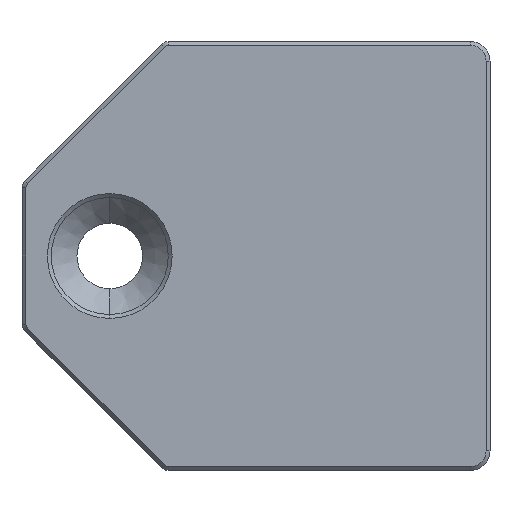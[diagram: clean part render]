
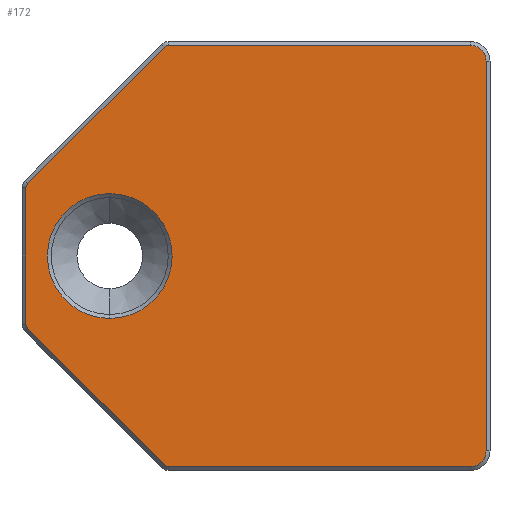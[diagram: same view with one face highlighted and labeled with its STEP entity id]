
A CAD part, front view. The second image highlights one B-rep face of the part: STEP entity #172.
In plain terms, the highlighted planar face has unit normal (0, -1, 0).
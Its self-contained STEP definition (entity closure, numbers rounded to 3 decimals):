
#9 = DIRECTION ( 'NONE',  ( 0., 0., 1. ) ) ;
#10 = CARTESIAN_POINT ( 'NONE',  ( -7., -13., 1. ) ) ;
#14 = CARTESIAN_POINT ( 'NONE',  ( -25.5, -13., 7.8 ) ) ;
#19 = ORIENTED_EDGE ( 'NONE', *, *, #112, .T. ) ;
#23 = VERTEX_POINT ( 'NONE', #46 ) ;
#32 = ORIENTED_EDGE ( 'NONE', *, *, #1031, .T. ) ;
#34 = DIRECTION ( 'NONE',  ( 0., -1., 0. ) ) ;
#46 = CARTESIAN_POINT ( 'NONE',  ( -22.702, -13., 0.288 ) ) ;
#71 = CARTESIAN_POINT ( 'NONE',  ( -7., -13., 0.2 ) ) ;
#87 = DIRECTION ( 'NONE',  ( 0., 0., 1. ) ) ;
#108 = DIRECTION ( 'NONE',  ( 0., -1., 0. ) ) ;
#112 = EDGE_CURVE ( 'NONE', #569, #23, #1143, .T. ) ;
#119 = VERTEX_POINT ( 'NONE', #159 ) ;
#126 = CARTESIAN_POINT ( 'NONE',  ( -29.712, -13., 14.702 ) ) ;
#146 = ORIENTED_EDGE ( 'NONE', *, *, #233, .T. ) ;
#147 = CARTESIAN_POINT ( 'NONE',  ( -25.5, -13., 14.2 ) ) ;
#159 = CARTESIAN_POINT ( 'NONE',  ( -22.702, -13., 21.712 ) ) ;
#166 = DIRECTION ( 'NONE',  ( 0., -1., 0. ) ) ;
#172 = ADVANCED_FACE ( 'NONE', ( #702, #522 ), #512, .F. ) ;
#184 = VERTEX_POINT ( 'NONE', #504 ) ;
#185 = DIRECTION ( 'NONE',  ( 0., 0., 1. ) ) ;
#187 = CIRCLE ( 'NONE', #1024, 0.8 ) ;
#196 = CARTESIAN_POINT ( 'NONE',  ( -6., -13., 21.8 ) ) ;
#198 = CARTESIAN_POINT ( 'NONE',  ( -25.5, -13., 11. ) ) ;
#206 = AXIS2_PLACEMENT_3D ( 'NONE', #398, #34, #1092 ) ;
#209 = VERTEX_POINT ( 'NONE', #1125 ) ;
#210 = CARTESIAN_POINT ( 'NONE',  ( -29.8, -13., 7.51 ) ) ;
#219 = ORIENTED_EDGE ( 'NONE', *, *, #967, .T. ) ;
#233 = EDGE_CURVE ( 'NONE', #184, #119, #1093, .T. ) ;
#236 = ORIENTED_EDGE ( 'NONE', *, *, #1050, .T. ) ;
#278 = CIRCLE ( 'NONE', #206, 0.3 ) ;
#279 = VECTOR ( 'NONE', #859, 1000. ) ;
#284 = DIRECTION ( 'NONE',  ( -1., 0., 0. ) ) ;
#311 = CARTESIAN_POINT ( 'NONE',  ( -22.49, -13., 0.2 ) ) ;
#337 = VECTOR ( 'NONE', #1037, 1000. ) ;
#339 = EDGE_CURVE ( 'NONE', #23, #384, #507, .T. ) ;
#349 = CARTESIAN_POINT ( 'NONE',  ( -22.49, -13., 21.5 ) ) ;
#352 = AXIS2_PLACEMENT_3D ( 'NONE', #1042, #695, #185 ) ;
#357 = EDGE_CURVE ( 'NONE', #881, #209, #635, .T. ) ;
#358 = DIRECTION ( 'NONE',  ( 0., -1., 0. ) ) ;
#368 = VECTOR ( 'NONE', #782, 1000. ) ;
#375 = DIRECTION ( 'NONE',  ( 0., 1., 0. ) ) ;
#384 = VERTEX_POINT ( 'NONE', #311 ) ;
#388 = VECTOR ( 'NONE', #814, 1000. ) ;
#398 = CARTESIAN_POINT ( 'NONE',  ( -29.5, -13., 7.51 ) ) ;
#408 = AXIS2_PLACEMENT_3D ( 'NONE', #198, #375, #999 ) ;
#427 = AXIS2_PLACEMENT_3D ( 'NONE', #10, #358, #1068 ) ;
#428 = ORIENTED_EDGE ( 'NONE', *, *, #476, .T. ) ;
#452 = CARTESIAN_POINT ( 'NONE',  ( -29.712, -13., 7.298 ) ) ;
#465 = AXIS2_PLACEMENT_3D ( 'NONE', #1052, #614, #966 ) ;
#476 = EDGE_CURVE ( 'NONE', #1084, #569, #278, .T. ) ;
#477 = VERTEX_POINT ( 'NONE', #1112 ) ;
#482 = ORIENTED_EDGE ( 'NONE', *, *, #1021, .T. ) ;
#504 = CARTESIAN_POINT ( 'NONE',  ( -22.49, -13., 21.8 ) ) ;
#507 = CIRCLE ( 'NONE', #538, 0.3 ) ;
#512 = PLANE ( 'NONE',  #880 ) ;
#520 = EDGE_CURVE ( 'NONE', #832, #708, #856, .T. ) ;
#522 = FACE_OUTER_BOUND ( 'NONE', #1115, .T. ) ;
#528 = CARTESIAN_POINT ( 'NONE',  ( -6., -13., 22. ) ) ;
#532 = CARTESIAN_POINT ( 'NONE',  ( -22.49, -13., 0.5 ) ) ;
#533 = VERTEX_POINT ( 'NONE', #783 ) ;
#538 = AXIS2_PLACEMENT_3D ( 'NONE', #532, #888, #87 ) ;
#543 = AXIS2_PLACEMENT_3D ( 'NONE', #349, #108, #816 ) ;
#553 = ORIENTED_EDGE ( 'NONE', *, *, #727, .T. ) ;
#569 = VERTEX_POINT ( 'NONE', #452 ) ;
#593 = LINE ( 'NONE', #947, #279 ) ;
#614 = DIRECTION ( 'NONE',  ( 0., -1., 0. ) ) ;
#632 = EDGE_CURVE ( 'NONE', #983, #1084, #593, .T. ) ;
#635 = CIRCLE ( 'NONE', #427, 0.8 ) ;
#672 = CARTESIAN_POINT ( 'NONE',  ( -29.712, -13., 14.702 ) ) ;
#695 = DIRECTION ( 'NONE',  ( 0., 1., 0. ) ) ;
#702 = FACE_BOUND ( 'NONE', #825, .T. ) ;
#708 = VERTEX_POINT ( 'NONE', #14 ) ;
#710 = LINE ( 'NONE', #71, #368 ) ;
#712 = DIRECTION ( 'NONE',  ( 0., 1., 0. ) ) ;
#721 = EDGE_CURVE ( 'NONE', #119, #872, #994, .T. ) ;
#727 = EDGE_CURVE ( 'NONE', #708, #832, #1040, .T. ) ;
#782 = DIRECTION ( 'NONE',  ( 1., 0., 0. ) ) ;
#783 = CARTESIAN_POINT ( 'NONE',  ( -6.2, -13., 21. ) ) ;
#794 = DIRECTION ( 'NONE',  ( 0., 0., 1. ) ) ;
#796 = CARTESIAN_POINT ( 'NONE',  ( -7., -13., 21. ) ) ;
#814 = DIRECTION ( 'NONE',  ( -0.707, 0., -0.707 ) ) ;
#816 = DIRECTION ( 'NONE',  ( 0., 0., 1. ) ) ;
#825 = EDGE_LOOP ( 'NONE', ( #553, #993 ) ) ;
#832 = VERTEX_POINT ( 'NONE', #147 ) ;
#854 = ORIENTED_EDGE ( 'NONE', *, *, #721, .T. ) ;
#856 = CIRCLE ( 'NONE', #352, 3.2 ) ;
#859 = DIRECTION ( 'NONE',  ( 0., 0., -1. ) ) ;
#860 = CARTESIAN_POINT ( 'NONE',  ( -22.702, -13., 0.288 ) ) ;
#872 = VERTEX_POINT ( 'NONE', #672 ) ;
#880 = AXIS2_PLACEMENT_3D ( 'NONE', #528, #712, #794 ) ;
#881 = VERTEX_POINT ( 'NONE', #1023 ) ;
#886 = CARTESIAN_POINT ( 'NONE',  ( -29.8, -13., 14.49 ) ) ;
#888 = DIRECTION ( 'NONE',  ( 0., -1., 0. ) ) ;
#890 = ORIENTED_EDGE ( 'NONE', *, *, #339, .T. ) ;
#921 = ORIENTED_EDGE ( 'NONE', *, *, #632, .T. ) ;
#947 = CARTESIAN_POINT ( 'NONE',  ( -29.8, -13., 22. ) ) ;
#952 = VECTOR ( 'NONE', #284, 1000. ) ;
#961 = EDGE_CURVE ( 'NONE', #384, #881, #710, .T. ) ;
#966 = DIRECTION ( 'NONE',  ( 0., 0., 1. ) ) ;
#967 = EDGE_CURVE ( 'NONE', #533, #477, #187, .T. ) ;
#969 = CIRCLE ( 'NONE', #465, 0.3 ) ;
#978 = CARTESIAN_POINT ( 'NONE',  ( -6.2, -13., 22. ) ) ;
#983 = VERTEX_POINT ( 'NONE', #886 ) ;
#993 = ORIENTED_EDGE ( 'NONE', *, *, #520, .T. ) ;
#994 = LINE ( 'NONE', #126, #388 ) ;
#996 = ORIENTED_EDGE ( 'NONE', *, *, #961, .T. ) ;
#999 = DIRECTION ( 'NONE',  ( 0., 0., 1. ) ) ;
#1021 = EDGE_CURVE ( 'NONE', #872, #983, #969, .T. ) ;
#1023 = CARTESIAN_POINT ( 'NONE',  ( -7., -13., 0.2 ) ) ;
#1024 = AXIS2_PLACEMENT_3D ( 'NONE', #796, #166, #1133 ) ;
#1031 = EDGE_CURVE ( 'NONE', #209, #533, #1060, .T. ) ;
#1037 = DIRECTION ( 'NONE',  ( 0.707, 0., -0.707 ) ) ;
#1040 = CIRCLE ( 'NONE', #408, 3.2 ) ;
#1042 = CARTESIAN_POINT ( 'NONE',  ( -25.5, -13., 11. ) ) ;
#1050 = EDGE_CURVE ( 'NONE', #477, #184, #1083, .T. ) ;
#1052 = CARTESIAN_POINT ( 'NONE',  ( -29.5, -13., 14.49 ) ) ;
#1060 = LINE ( 'NONE', #978, #1117 ) ;
#1068 = DIRECTION ( 'NONE',  ( 0., 0., 1. ) ) ;
#1083 = LINE ( 'NONE', #196, #952 ) ;
#1084 = VERTEX_POINT ( 'NONE', #210 ) ;
#1092 = DIRECTION ( 'NONE',  ( 0., 0., 1. ) ) ;
#1093 = CIRCLE ( 'NONE', #543, 0.3 ) ;
#1105 = ORIENTED_EDGE ( 'NONE', *, *, #357, .T. ) ;
#1112 = CARTESIAN_POINT ( 'NONE',  ( -7., -13., 21.8 ) ) ;
#1115 = EDGE_LOOP ( 'NONE', ( #1105, #32, #219, #236, #146, #854, #482, #921, #428, #19, #890, #996 ) ) ;
#1117 = VECTOR ( 'NONE', #9, 1000. ) ;
#1125 = CARTESIAN_POINT ( 'NONE',  ( -6.2, -13., 1. ) ) ;
#1133 = DIRECTION ( 'NONE',  ( 0., 0., 1. ) ) ;
#1143 = LINE ( 'NONE', #860, #337 ) ;
